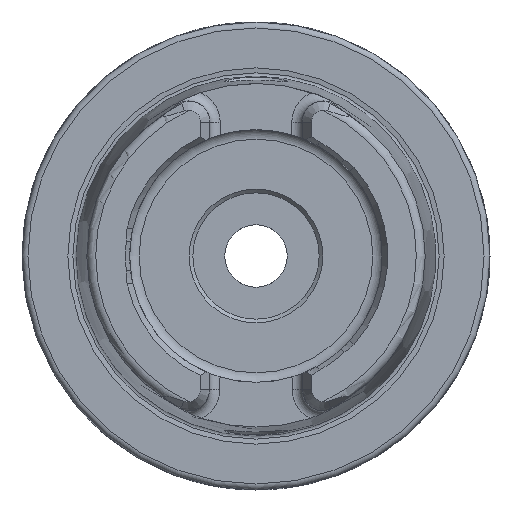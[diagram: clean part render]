
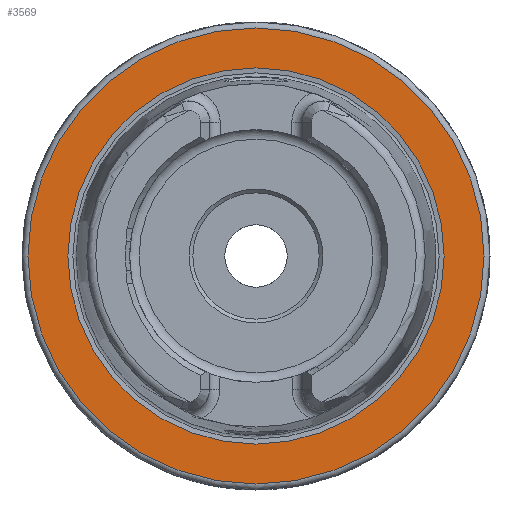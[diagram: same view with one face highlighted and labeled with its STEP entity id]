
A CAD part, left-side view. The second image highlights one B-rep face of the part: STEP entity #3569.
In plain terms, the highlighted planar face has unit normal (-1, 0, 0).
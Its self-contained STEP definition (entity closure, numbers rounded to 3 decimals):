
#210 = CARTESIAN_POINT ( 'NONE',  ( 0., 0., 25.324 ) ) ;
#876 = EDGE_CURVE ( 'NONE', #7747, #7747, #8302, .T. ) ;
#1824 = PLANE ( 'NONE',  #10784 ) ;
#1998 = ORIENTED_EDGE ( 'NONE', *, *, #876, .T. ) ;
#2069 = CARTESIAN_POINT ( 'NONE',  ( 0., 0., 0. ) ) ;
#2089 = ORIENTED_EDGE ( 'NONE', *, *, #4116, .F. ) ;
#2989 = CARTESIAN_POINT ( 'NONE',  ( 0., 0., 30.7 ) ) ;
#3555 = DIRECTION ( 'NONE',  ( 0., 0., 1. ) ) ;
#3569 = ADVANCED_FACE ( 'NONE', ( #3691, #4917 ), #1824, .F. ) ;
#3691 = FACE_BOUND ( 'NONE', #10029, .T. ) ;
#4116 = EDGE_CURVE ( 'NONE', #5920, #5920, #5050, .T. ) ;
#4917 = FACE_OUTER_BOUND ( 'NONE', #11695, .T. ) ;
#4921 = AXIS2_PLACEMENT_3D ( 'NONE', #2069, #10581, #8743 ) ;
#5050 = CIRCLE ( 'NONE', #4921, 25.324 ) ;
#5232 = AXIS2_PLACEMENT_3D ( 'NONE', #8456, #10392, #3555 ) ;
#5920 = VERTEX_POINT ( 'NONE', #210 ) ;
#7613 = DIRECTION ( 'NONE',  ( 1., 0., 0. ) ) ;
#7663 = CARTESIAN_POINT ( 'NONE',  ( 0., 30.7, 0. ) ) ;
#7747 = VERTEX_POINT ( 'NONE', #2989 ) ;
#8302 = CIRCLE ( 'NONE', #5232, 30.7 ) ;
#8456 = CARTESIAN_POINT ( 'NONE',  ( 0., 0., 0. ) ) ;
#8743 = DIRECTION ( 'NONE',  ( 0., 0., 1. ) ) ;
#9552 = DIRECTION ( 'NONE',  ( 0., 0., -1. ) ) ;
#10029 = EDGE_LOOP ( 'NONE', ( #2089 ) ) ;
#10392 = DIRECTION ( 'NONE',  ( -1., 0., 0. ) ) ;
#10581 = DIRECTION ( 'NONE',  ( -1., 0., 0. ) ) ;
#10784 = AXIS2_PLACEMENT_3D ( 'NONE', #7663, #7613, #9552 ) ;
#11695 = EDGE_LOOP ( 'NONE', ( #1998 ) ) ;
